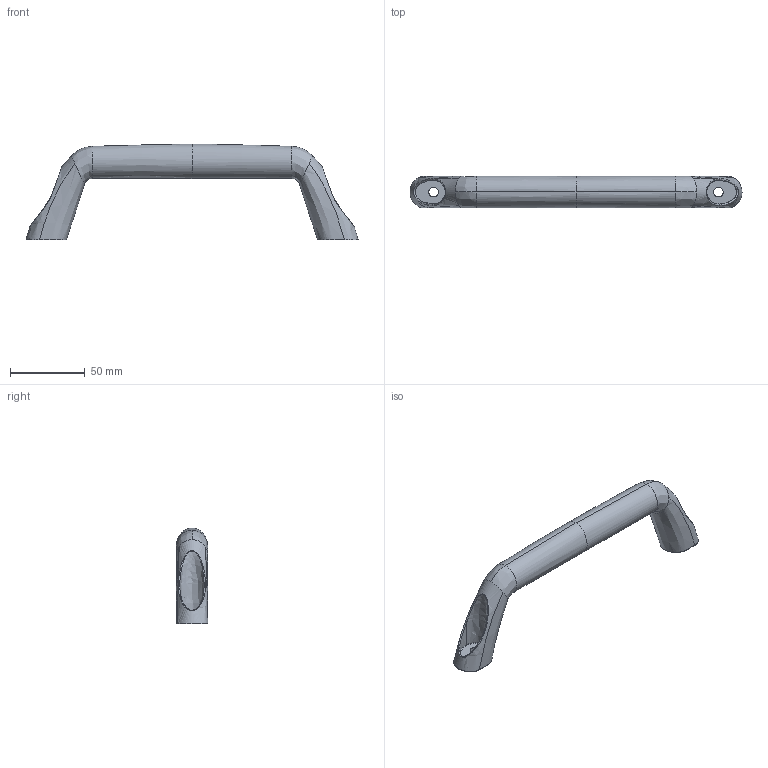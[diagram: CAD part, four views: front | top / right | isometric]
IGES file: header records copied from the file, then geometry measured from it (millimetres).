
Start section: ------------------------------------------------------------------------
Global section: file name: PC3554.19328.THA_476SUS_190_13947.igs; native system: spGate; preprocessor: ver20.6.3 (****-****-****-****); author: Unknown; organization: Unknown; date: 251223.160000; units: millimetre
Bounding box: 221.48 x 21.35 x 64 mm (x, y, z)
Volume: 84718.1 mm3; surface area: 20644.2 mm2
Topology: 1 solids, 1 shells, 48 faces, 110 edges, 68 vertices
Faces by surface type: bspline 48
